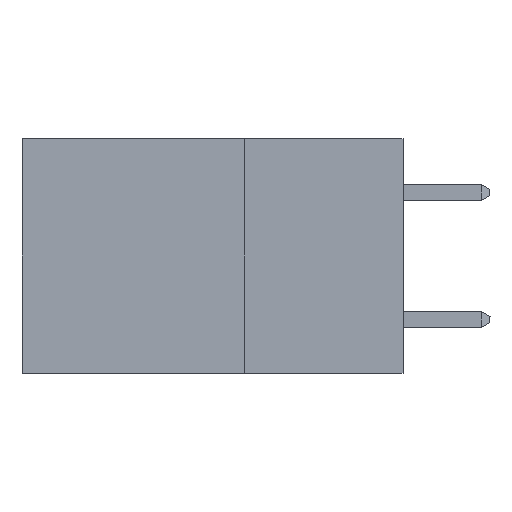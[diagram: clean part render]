
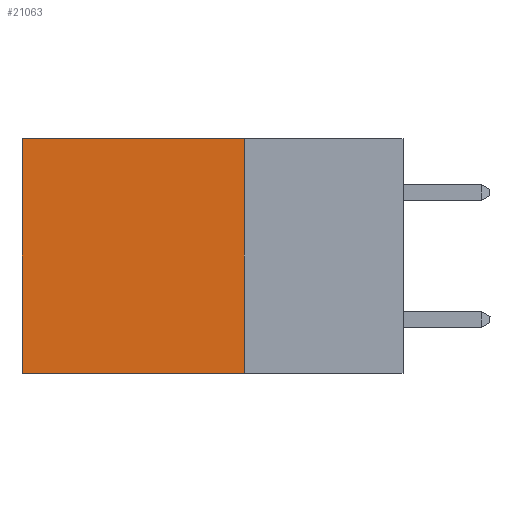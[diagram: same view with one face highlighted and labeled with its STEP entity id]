
A CAD part, left-side view. The second image highlights one B-rep face of the part: STEP entity #21063.
In plain terms, the highlighted planar face has unit normal (-1, 0, 0).
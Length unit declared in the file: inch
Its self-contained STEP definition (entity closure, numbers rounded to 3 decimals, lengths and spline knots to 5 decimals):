
#189 = CARTESIAN_POINT ( 'NONE',  ( 0.2875, 0.25, -0.37 ) ) ;
#264 = DIRECTION ( 'NONE',  ( 0., 0., -1. ) ) ;
#1017 = EDGE_CURVE ( 'NONE', #4213, #32872, #38505, .T. ) ;
#2643 = VECTOR ( 'NONE', #12757, 39.37008 ) ;
#3044 = AXIS2_PLACEMENT_3D ( 'NONE', #9528, #13190, #19372 ) ;
#3848 = ORIENTED_EDGE ( 'NONE', *, *, #1017, .F. ) ;
#4213 = VERTEX_POINT ( 'NONE', #189 ) ;
#4947 = VERTEX_POINT ( 'NONE', #6837 ) ;
#5478 = EDGE_CURVE ( 'NONE', #33453, #4947, #13493, .T. ) ;
#6837 = CARTESIAN_POINT ( 'NONE',  ( 0.2875, 0.6, 0. ) ) ;
#7635 = CARTESIAN_POINT ( 'NONE',  ( 0.2875, 0.6, -0.37 ) ) ;
#7780 = EDGE_CURVE ( 'NONE', #4947, #32872, #9720, .T. ) ;
#8416 = VECTOR ( 'NONE', #40045, 39.37008 ) ;
#9528 = CARTESIAN_POINT ( 'NONE',  ( 0.2875, 0.25, 0. ) ) ;
#9720 = LINE ( 'NONE', #29140, #2643 ) ;
#9760 = CARTESIAN_POINT ( 'NONE',  ( 0.2875, 0.25, 0. ) ) ;
#12164 = LINE ( 'NONE', #9760, #38130 ) ;
#12757 = DIRECTION ( 'NONE',  ( 0., 0., -1. ) ) ;
#13190 = DIRECTION ( 'NONE',  ( 1., 0., 0. ) ) ;
#13493 = LINE ( 'NONE', #32788, #8416 ) ;
#16488 = PLANE ( 'NONE',  #3044 ) ;
#19282 = ORIENTED_EDGE ( 'NONE', *, *, #26223, .F. ) ;
#19372 = DIRECTION ( 'NONE',  ( 0., 0., -1. ) ) ;
#19857 = CARTESIAN_POINT ( 'NONE',  ( 0.2875, 0.25, 0. ) ) ;
#20695 = FACE_OUTER_BOUND ( 'NONE', #40410, .T. ) ;
#21063 = ADVANCED_FACE ( 'NONE', ( #20695 ), #16488, .F. ) ;
#26223 = EDGE_CURVE ( 'NONE', #33453, #4213, #12164, .T. ) ;
#26311 = VECTOR ( 'NONE', #34079, 39.37008 ) ;
#29140 = CARTESIAN_POINT ( 'NONE',  ( 0.2875, 0.6, 0. ) ) ;
#30760 = ORIENTED_EDGE ( 'NONE', *, *, #5478, .T. ) ;
#32788 = CARTESIAN_POINT ( 'NONE',  ( 0.2875, 0.25, 0. ) ) ;
#32872 = VERTEX_POINT ( 'NONE', #7635 ) ;
#33453 = VERTEX_POINT ( 'NONE', #19857 ) ;
#34079 = DIRECTION ( 'NONE',  ( 0., 1., 0. ) ) ;
#35468 = ORIENTED_EDGE ( 'NONE', *, *, #7780, .T. ) ;
#37214 = CARTESIAN_POINT ( 'NONE',  ( 0.2875, 0.25, -0.37 ) ) ;
#38130 = VECTOR ( 'NONE', #264, 39.37008 ) ;
#38505 = LINE ( 'NONE', #37214, #26311 ) ;
#40045 = DIRECTION ( 'NONE',  ( 0., 1., 0. ) ) ;
#40410 = EDGE_LOOP ( 'NONE', ( #35468, #3848, #19282, #30760 ) ) ;
